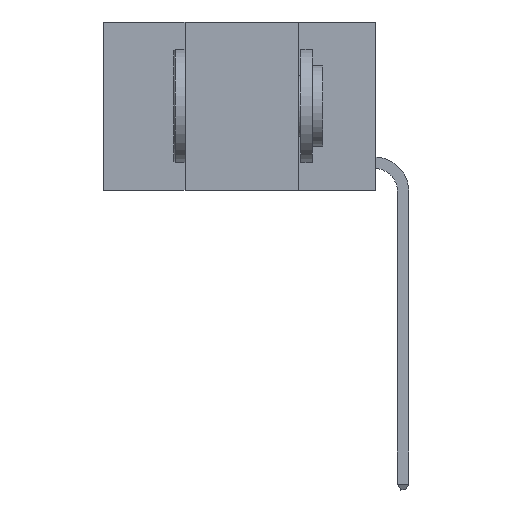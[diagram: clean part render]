
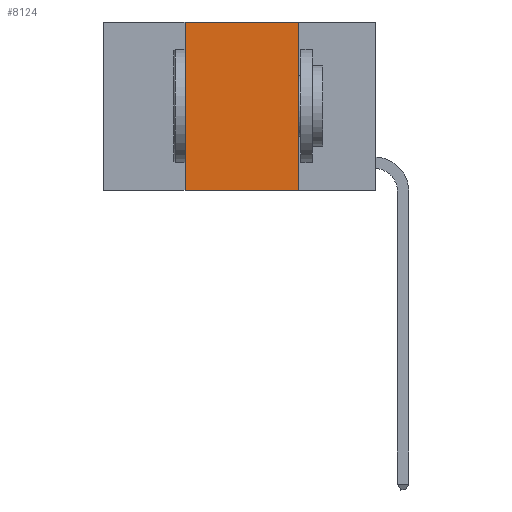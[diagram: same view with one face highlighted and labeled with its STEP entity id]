
A CAD part, left-side view. The second image highlights one B-rep face of the part: STEP entity #8124.
In plain terms, the highlighted planar face has unit normal (-1, 0, 0).
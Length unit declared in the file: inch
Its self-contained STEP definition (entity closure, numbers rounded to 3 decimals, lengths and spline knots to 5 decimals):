
#211 = EDGE_CURVE ( 'NONE', #11371, #9812, #13772, .T. ) ;
#524 = AXIS2_PLACEMENT_3D ( 'NONE', #4593, #11031, #9567 ) ;
#1928 = VERTEX_POINT ( 'NONE', #3630 ) ;
#2172 = VERTEX_POINT ( 'NONE', #9035 ) ;
#3556 = DIRECTION ( 'NONE',  ( 0., 0., 1. ) ) ;
#3630 = CARTESIAN_POINT ( 'NONE',  ( 0., 0.17, 0. ) ) ;
#4593 = CARTESIAN_POINT ( 'NONE',  ( 0., 0.6, 0. ) ) ;
#5123 = LINE ( 'NONE', #11243, #10043 ) ;
#5145 = EDGE_CURVE ( 'NONE', #11371, #2172, #5123, .T. ) ;
#5437 = VECTOR ( 'NONE', #13529, 39.37008 ) ;
#6039 = PLANE ( 'NONE',  #524 ) ;
#6226 = LINE ( 'NONE', #9025, #9954 ) ;
#6393 = DIRECTION ( 'NONE',  ( 0., -1., 0. ) ) ;
#7412 = EDGE_CURVE ( 'NONE', #2172, #1928, #6226, .T. ) ;
#7854 = DIRECTION ( 'NONE',  ( 0., 0., -1. ) ) ;
#8124 = ADVANCED_FACE ( 'NONE', ( #12240 ), #6039, .F. ) ;
#8484 = EDGE_LOOP ( 'NONE', ( #15915, #15961, #13599, #10871 ) ) ;
#9025 = CARTESIAN_POINT ( 'NONE',  ( 0., 0.6, 0. ) ) ;
#9035 = CARTESIAN_POINT ( 'NONE',  ( 0., 0.42, 0. ) ) ;
#9567 = DIRECTION ( 'NONE',  ( 0., 0., -1. ) ) ;
#9812 = VERTEX_POINT ( 'NONE', #16027 ) ;
#9954 = VECTOR ( 'NONE', #6393, 39.37008 ) ;
#10043 = VECTOR ( 'NONE', #3556, 39.37008 ) ;
#10152 = LINE ( 'NONE', #12844, #13465 ) ;
#10871 = ORIENTED_EDGE ( 'NONE', *, *, #211, .T. ) ;
#11031 = DIRECTION ( 'NONE',  ( 1., 0., 0. ) ) ;
#11243 = CARTESIAN_POINT ( 'NONE',  ( 0., 0.42, 0. ) ) ;
#11371 = VERTEX_POINT ( 'NONE', #12582 ) ;
#12240 = FACE_OUTER_BOUND ( 'NONE', #8484, .T. ) ;
#12373 = CARTESIAN_POINT ( 'NONE',  ( 0., 0.6, -0.37 ) ) ;
#12582 = CARTESIAN_POINT ( 'NONE',  ( 0., 0.42, -0.37 ) ) ;
#12844 = CARTESIAN_POINT ( 'NONE',  ( 0., 0.17, 0. ) ) ;
#13393 = EDGE_CURVE ( 'NONE', #1928, #9812, #10152, .T. ) ;
#13465 = VECTOR ( 'NONE', #7854, 39.37008 ) ;
#13529 = DIRECTION ( 'NONE',  ( 0., -1., 0. ) ) ;
#13599 = ORIENTED_EDGE ( 'NONE', *, *, #5145, .F. ) ;
#13772 = LINE ( 'NONE', #12373, #5437 ) ;
#15915 = ORIENTED_EDGE ( 'NONE', *, *, #13393, .F. ) ;
#15961 = ORIENTED_EDGE ( 'NONE', *, *, #7412, .F. ) ;
#16027 = CARTESIAN_POINT ( 'NONE',  ( 0., 0.17, -0.37 ) ) ;
